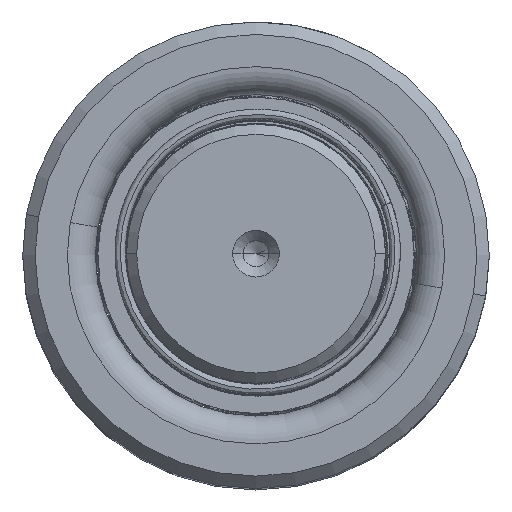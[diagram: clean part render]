
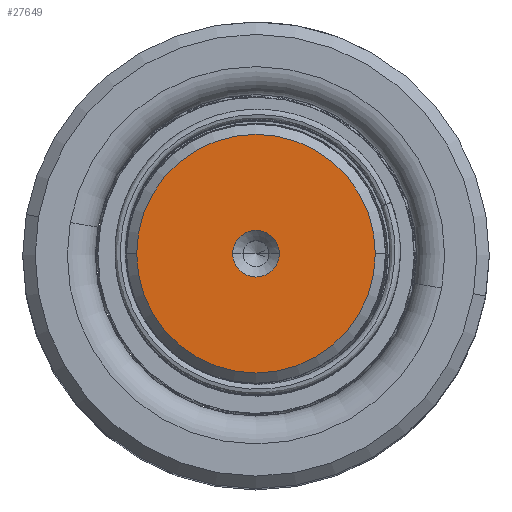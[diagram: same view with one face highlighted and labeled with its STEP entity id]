
A CAD part, top view. The second image highlights one B-rep face of the part: STEP entity #27649.
In plain terms, the highlighted planar face has unit normal (0, 0, 1).
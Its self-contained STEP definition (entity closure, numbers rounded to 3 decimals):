
#4 = VERTEX_POINT ( 'NONE', #36646 ) ;
#3850 = DIRECTION ( 'NONE',  ( 0., 0., 1. ) ) ;
#4400 = DIRECTION ( 'NONE',  ( 1., 0., 0. ) ) ;
#5673 = VERTEX_POINT ( 'NONE', #6907 ) ;
#5733 = AXIS2_PLACEMENT_3D ( 'NONE', #55019, #20074, #11364 ) ;
#6842 = FACE_OUTER_BOUND ( 'NONE', #29629, .T. ) ;
#6907 = CARTESIAN_POINT ( 'NONE',  ( 11.509, 0., 170. ) ) ;
#7053 = ORIENTED_EDGE ( 'NONE', *, *, #11126, .F. ) ;
#9843 = CARTESIAN_POINT ( 'NONE',  ( 0., 0., 170. ) ) ;
#11126 = EDGE_CURVE ( 'NONE', #4, #53861, #23970, .T. ) ;
#11364 = DIRECTION ( 'NONE',  ( 1., 0., 0. ) ) ;
#11653 = FACE_BOUND ( 'NONE', #39766, .T. ) ;
#11672 = CIRCLE ( 'NONE', #5733, 11.509 ) ;
#17891 = PLANE ( 'NONE',  #50057 ) ;
#18080 = CARTESIAN_POINT ( 'NONE',  ( 0., 0., 170. ) ) ;
#18304 = DIRECTION ( 'NONE',  ( 1., 0., 0. ) ) ;
#19726 = CARTESIAN_POINT ( 'NONE',  ( -2.25, 0., 170. ) ) ;
#20074 = DIRECTION ( 'NONE',  ( 0., 0., 1. ) ) ;
#22730 = DIRECTION ( 'NONE',  ( 1., 0., 0. ) ) ;
#23970 = CIRCLE ( 'NONE', #48264, 2.25 ) ;
#24035 = CARTESIAN_POINT ( 'NONE',  ( -11.509, 0., 170. ) ) ;
#25204 = EDGE_CURVE ( 'NONE', #53861, #4, #51040, .T. ) ;
#25491 = EDGE_CURVE ( 'NONE', #48726, #5673, #40002, .T. ) ;
#26437 = DIRECTION ( 'NONE',  ( 0., 0., 1. ) ) ;
#26984 = DIRECTION ( 'NONE',  ( 0., 0., 1. ) ) ;
#27649 = ADVANCED_FACE ( 'NONE', ( #11653, #6842 ), #17891, .T. ) ;
#29594 = ORIENTED_EDGE ( 'NONE', *, *, #25491, .T. ) ;
#29629 = EDGE_LOOP ( 'NONE', ( #29594, #35966 ) ) ;
#32284 = AXIS2_PLACEMENT_3D ( 'NONE', #52151, #3850, #56588 ) ;
#35966 = ORIENTED_EDGE ( 'NONE', *, *, #46005, .T. ) ;
#36125 = ORIENTED_EDGE ( 'NONE', *, *, #25204, .F. ) ;
#36646 = CARTESIAN_POINT ( 'NONE',  ( 2.25, 0., 170. ) ) ;
#39766 = EDGE_LOOP ( 'NONE', ( #7053, #36125 ) ) ;
#40002 = CIRCLE ( 'NONE', #32284, 11.509 ) ;
#43812 = CARTESIAN_POINT ( 'NONE',  ( 0., 0., 170. ) ) ;
#45352 = DIRECTION ( 'NONE',  ( 0., 0., 1. ) ) ;
#46005 = EDGE_CURVE ( 'NONE', #5673, #48726, #11672, .T. ) ;
#48264 = AXIS2_PLACEMENT_3D ( 'NONE', #18080, #26984, #22730 ) ;
#48726 = VERTEX_POINT ( 'NONE', #24035 ) ;
#50057 = AXIS2_PLACEMENT_3D ( 'NONE', #43812, #26437, #4400 ) ;
#51040 = CIRCLE ( 'NONE', #53357, 2.25 ) ;
#52151 = CARTESIAN_POINT ( 'NONE',  ( 0., 0., 170. ) ) ;
#53357 = AXIS2_PLACEMENT_3D ( 'NONE', #9843, #45352, #18304 ) ;
#53861 = VERTEX_POINT ( 'NONE', #19726 ) ;
#55019 = CARTESIAN_POINT ( 'NONE',  ( 0., 0., 170. ) ) ;
#56588 = DIRECTION ( 'NONE',  ( 1., 0., 0. ) ) ;
